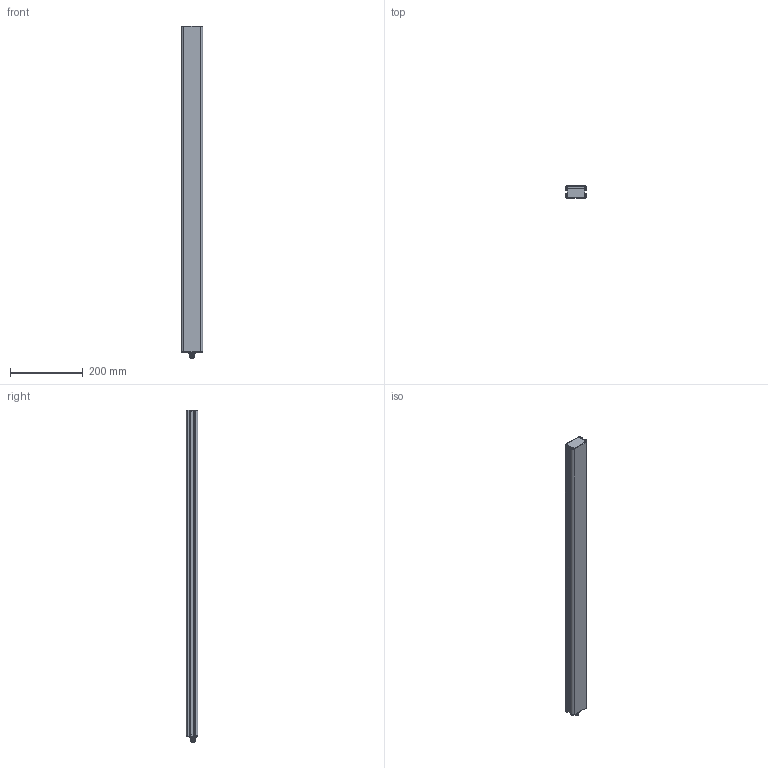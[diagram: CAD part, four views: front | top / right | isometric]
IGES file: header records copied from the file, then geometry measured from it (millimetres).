
Start section:  PTC IGES file: 142118.igs
Global section: file name: 142118.igs; native system: Pro/ENGINEER by Parametric Technology Corporation; preprocessor: 2006170; author: banengservice; organization: Unknown; date: 20080903.102514; units: inch
Bounding box: 59.4 x 32.6 x 914.66 mm (x, y, z)
Volume: 585735.3 mm3; surface area: 369587.6 mm2
Topology: 1 solids, 1 shells, 435 faces, 1199 edges, 770 vertices
Faces by surface type: revolution 225, bspline 210
